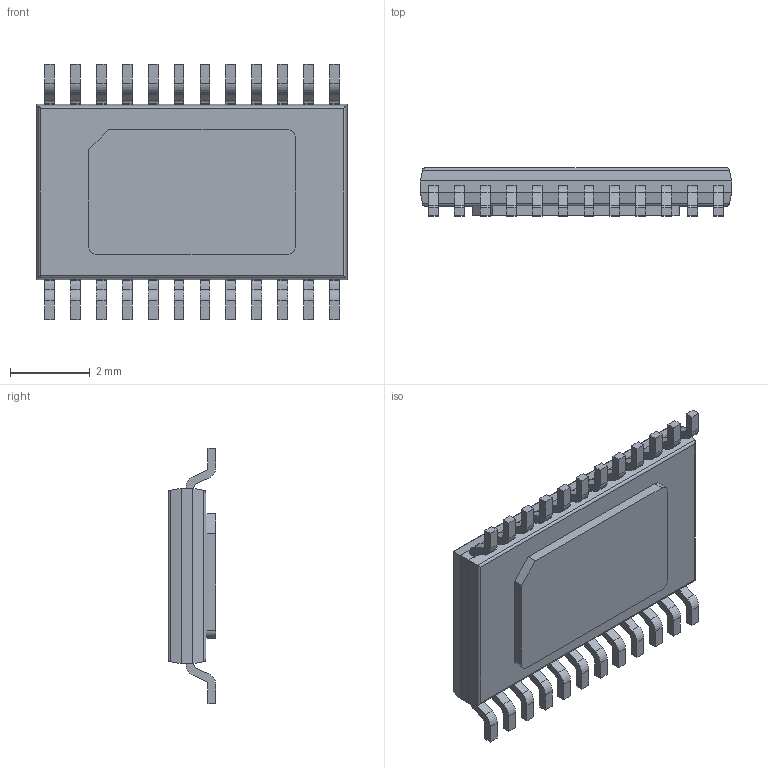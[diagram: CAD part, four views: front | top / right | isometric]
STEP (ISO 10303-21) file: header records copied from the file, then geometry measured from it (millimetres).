
FILE_DESCRIPTION (( 'STEP AP214' ), '1' );
FILE_NAME ( 'SOP25P65_780X640X120L62X24T518X312.step', '2019-11-06T14:09:59', ( '' ), ( '' ), 'Part was generated with the free Library Expert Lite available at www.PCBLibraries.com. Removing line will violate the End User License Agreement.', '©2017 PCB Libraries, Inc.', '' );
FILE_SCHEMA (( 'AUTOMOTIVE_DESIGN' ));
Length unit declared in the file: millimetre
Products named in the file (1): SOP25P65_780X640X120L62X24T518X312
Bounding box: 7.8 x 1.2 x 6.4 mm (x, y, z)
Volume: 37.7 mm3; surface area: 154.4 mm2
Topology: 26 solids, 26 shells, 371 faces, 938 edges, 620 vertices
Faces by surface type: plane 262, cylinder 109
Entity records: 12445 total; most frequent: CARTESIAN_POINT 1954, DIRECTION 1876, ORIENTED_EDGE 1876, EDGE_CURVE 938, VECTOR 728, LINE 728, VERTEX_POINT 620, AXIS2_PLACEMENT_3D 574
